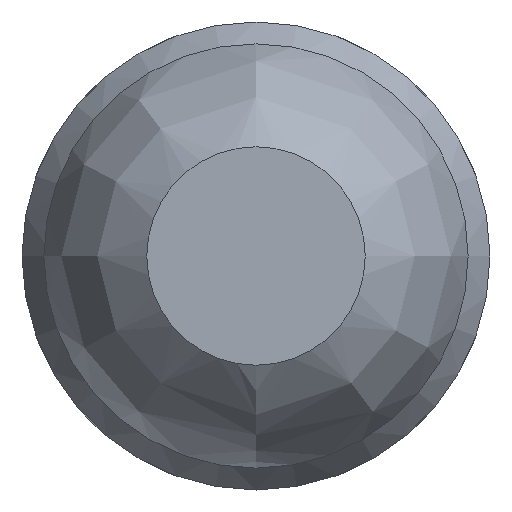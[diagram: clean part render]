
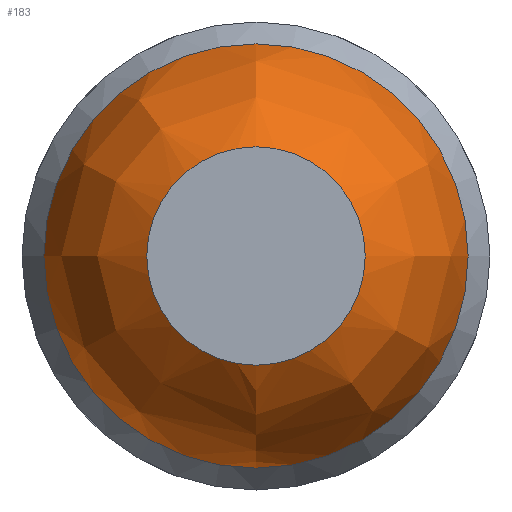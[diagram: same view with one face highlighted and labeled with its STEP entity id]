
A CAD part, front view. The second image highlights one B-rep face of the part: STEP entity #183.
In plain terms, the highlighted free-form (B-spline) face has degree [3, 3] with [4, 7] control points.
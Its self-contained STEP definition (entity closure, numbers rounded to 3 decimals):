
#90=(
BOUNDED_SURFACE()
B_SPLINE_SURFACE(3,3,((#684,#685,#686,#687,#688,#689,#690),(#691,#692,#693,
#694,#695,#696,#697),(#698,#699,#700,#701,#702,#703,#704),(#705,#706,#707,
#708,#709,#710,#711)),.UNSPECIFIED.,.F.,.T.,.F.)
B_SPLINE_SURFACE_WITH_KNOTS((4,4),(1,3,3,3,1),(0.,1.),(-0.5,0.,0.5,1.,1.5),
 .UNSPECIFIED.)
GEOMETRIC_REPRESENTATION_ITEM()
RATIONAL_B_SPLINE_SURFACE(((1.,0.333,0.333,1.,0.333,
0.333,1.),(0.928,0.309,0.309,
0.928,0.309,0.309,0.928),
(0.928,0.309,0.309,0.928,
0.309,0.309,0.928),(1.,0.333,
0.333,1.,0.333,0.333,1.)))
REPRESENTATION_ITEM('')
SURFACE()
);
#100=FACE_BOUND('',#247,.T.);
#101=FACE_BOUND('',#248,.T.);
#183=ADVANCED_FACE('Defeature ausgef\X2\9EE8\X0\rt1_4',(#100,#101),#90,
 .T.);
#247=EDGE_LOOP('',(#316));
#248=EDGE_LOOP('',(#317));
#316=ORIENTED_EDGE('',*,*,#411,.F.);
#317=ORIENTED_EDGE('',*,*,#412,.T.);
#369=VERTEX_POINT('',#681);
#370=VERTEX_POINT('',#683);
#411=EDGE_CURVE('',#369,#369,#421,.T.);
#412=EDGE_CURVE(
'Defeature ausgef\X2\9EE8\X0\rt1_4+Defeature ausgef\X2\9EE8\X0\rt1_5+D
efeature ausgef\X2\9EE8\X0\rt1_5+Defeature ausgef\X2\9EE8\X0\rt1_5',#370,
#370,#422,.T.);
#421=CIRCLE('',#451,0.35);
#422=CIRCLE('',#452,0.68);
#451=AXIS2_PLACEMENT_3D('',#680,#529,#530);
#452=AXIS2_PLACEMENT_3D('',#682,#531,#532);
#529=DIRECTION('',(0.,-1.,0.));
#530=DIRECTION('',(0.,0.,-1.));
#531=DIRECTION('',(0.,-1.,0.));
#532=DIRECTION('',(0.,0.,1.));
#680=CARTESIAN_POINT('',(0.,-25.,0.));
#681=CARTESIAN_POINT('',(0.,-25.,-0.35));
#682=CARTESIAN_POINT('',(0.,-24.512,0.));
#683=CARTESIAN_POINT('',(0.,-24.512,0.68));
#684=CARTESIAN_POINT('',(0.,-25.,-0.35));
#685=CARTESIAN_POINT('',(0.7,-25.,-0.35));
#686=CARTESIAN_POINT('',(0.7,-25.,0.35));
#687=CARTESIAN_POINT('',(0.,-25.,0.35));
#688=CARTESIAN_POINT('',(-0.7,-25.,0.35));
#689=CARTESIAN_POINT('',(-0.7,-25.,-0.35));
#690=CARTESIAN_POINT('',(0.,-25.,-0.35));
#691=CARTESIAN_POINT('',(0.,-24.897,-0.535));
#692=CARTESIAN_POINT('',(1.07,-24.897,-0.535));
#693=CARTESIAN_POINT('',(1.07,-24.897,0.535));
#694=CARTESIAN_POINT('',(0.,-24.897,0.535));
#695=CARTESIAN_POINT('',(-1.07,-24.897,0.535));
#696=CARTESIAN_POINT('',(-1.07,-24.897,-0.535));
#697=CARTESIAN_POINT('',(0.,-24.897,-0.535));
#698=CARTESIAN_POINT('',(0.,-24.722,-0.654));
#699=CARTESIAN_POINT('',(1.308,-24.722,-0.654));
#700=CARTESIAN_POINT('',(1.308,-24.722,0.654));
#701=CARTESIAN_POINT('',(0.,-24.722,0.654));
#702=CARTESIAN_POINT('',(-1.308,-24.722,0.654));
#703=CARTESIAN_POINT('',(-1.308,-24.722,-0.654));
#704=CARTESIAN_POINT('',(0.,-24.722,-0.654));
#705=CARTESIAN_POINT('',(0.,-24.512,-0.68));
#706=CARTESIAN_POINT('',(1.36,-24.512,-0.68));
#707=CARTESIAN_POINT('',(1.36,-24.512,0.68));
#708=CARTESIAN_POINT('',(0.,-24.512,0.68));
#709=CARTESIAN_POINT('',(-1.36,-24.512,0.68));
#710=CARTESIAN_POINT('',(-1.36,-24.512,-0.68));
#711=CARTESIAN_POINT('',(0.,-24.512,-0.68));
